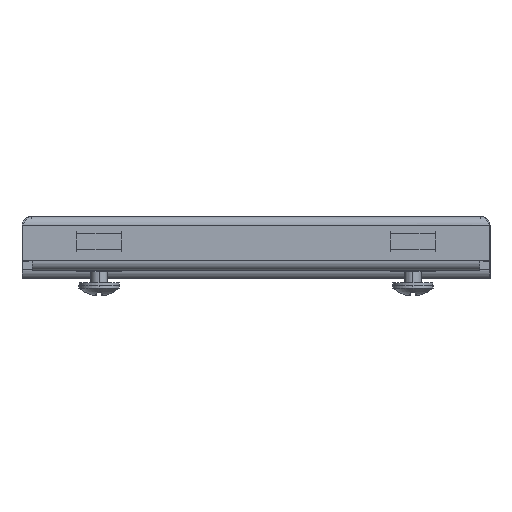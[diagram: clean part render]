
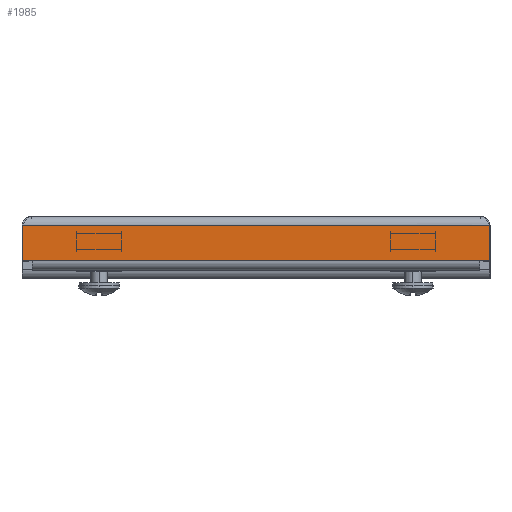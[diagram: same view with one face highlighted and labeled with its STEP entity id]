
A CAD part, left-side view. The second image highlights one B-rep face of the part: STEP entity #1985.
In plain terms, the highlighted planar face has unit normal (-1, 0, 0).
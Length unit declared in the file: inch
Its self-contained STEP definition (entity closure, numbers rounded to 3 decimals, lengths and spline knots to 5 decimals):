
#196=DIRECTION('',(0.,1.,0.));
#197=VECTOR('',#196,5.219);
#198=CARTESIAN_POINT('',(-1.2345,-2.6095,-0.105));
#199=LINE('',#198,#197);
#234=DIRECTION('',(0.,0.,1.));
#235=VECTOR('',#234,0.394);
#236=CARTESIAN_POINT('',(-1.2345,2.6095,-0.499));
#237=LINE('',#236,#235);
#241=DIRECTION('',(0.,0.,-1.));
#242=VECTOR('',#241,0.394);
#243=CARTESIAN_POINT('',(-1.2345,-2.6095,-0.105));
#244=LINE('',#243,#242);
#248=DIRECTION('',(0.,1.,0.));
#249=VECTOR('',#248,0.115);
#250=CARTESIAN_POINT('',(-1.2345,-2.6095,-0.499));
#251=LINE('',#250,#249);
#255=DIRECTION('',(0.,-1.,0.));
#256=VECTOR('',#255,0.115);
#257=CARTESIAN_POINT('',(-1.2345,2.6095,-0.499));
#258=LINE('',#257,#256);
#291=DIRECTION('',(0.,1.,0.));
#292=VECTOR('',#291,4.989);
#293=CARTESIAN_POINT('',(-1.2345,-2.4945,-0.499));
#294=LINE('',#293,#292);
#1572=CARTESIAN_POINT('',(-1.2345,2.6095,-0.499));
#1573=CARTESIAN_POINT('',(-1.2345,2.6095,-0.105));
#1574=VERTEX_POINT('',#1572);
#1575=VERTEX_POINT('',#1573);
#1576=CARTESIAN_POINT('',(-1.2345,-2.6095,-0.105));
#1577=CARTESIAN_POINT('',(-1.2345,-2.6095,-0.499));
#1578=VERTEX_POINT('',#1576);
#1579=VERTEX_POINT('',#1577);
#1676=CARTESIAN_POINT('',(-1.2345,2.4945,-0.499));
#1677=VERTEX_POINT('',#1676);
#1678=CARTESIAN_POINT('',(-1.2345,-2.4945,-0.499));
#1679=VERTEX_POINT('',#1678);
#1967=CARTESIAN_POINT('',(-1.2345,1.31436,0.));
#1968=DIRECTION('',(-1.,0.,0.));
#1969=DIRECTION('',(0.,-1.,0.));
#1970=AXIS2_PLACEMENT_3D('',#1967,#1968,#1969);
#1971=PLANE('',#1970);
#1973=ORIENTED_EDGE('',*,*,#1972,.T.);
#1974=ORIENTED_EDGE('',*,*,#1958,.F.);
#1976=ORIENTED_EDGE('',*,*,#1975,.T.);
#1978=ORIENTED_EDGE('',*,*,#1977,.T.);
#1980=ORIENTED_EDGE('',*,*,#1979,.T.);
#1982=ORIENTED_EDGE('',*,*,#1981,.F.);
#1983=EDGE_LOOP('',(#1973,#1974,#1976,#1978,#1980,#1982));
#1984=FACE_OUTER_BOUND('',#1983,.F.);
#1985=ADVANCED_FACE('',(#1984),#1971,.T.);
#1958=EDGE_CURVE('',#1578,#1575,#199,.T.);
#1972=EDGE_CURVE('',#1574,#1575,#237,.T.);
#1975=EDGE_CURVE('',#1578,#1579,#244,.T.);
#1977=EDGE_CURVE('',#1579,#1679,#251,.T.);
#1979=EDGE_CURVE('',#1679,#1677,#294,.T.);
#1981=EDGE_CURVE('',#1574,#1677,#258,.T.);
